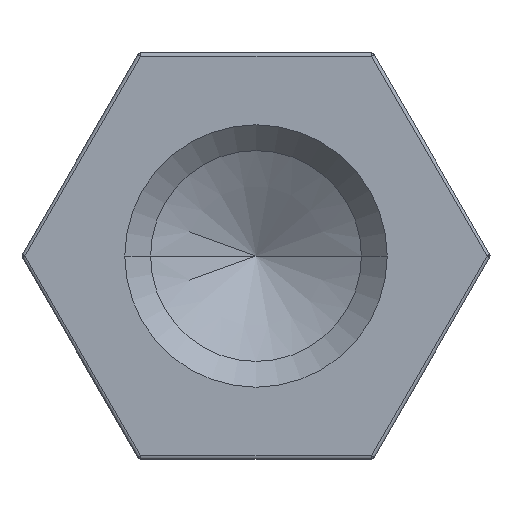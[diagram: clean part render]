
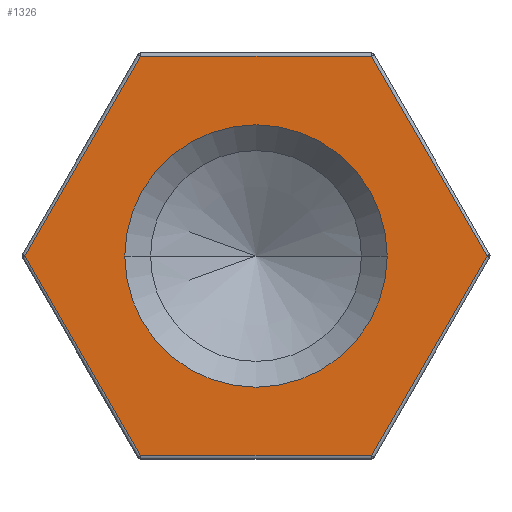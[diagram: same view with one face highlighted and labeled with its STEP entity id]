
A CAD part, left-side view. The second image highlights one B-rep face of the part: STEP entity #1326.
In plain terms, the highlighted planar face has unit normal (-1, 0, 0).
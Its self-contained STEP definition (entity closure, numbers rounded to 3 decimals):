
#37 = ORIENTED_EDGE ( 'NONE', *, *, #917, .T. ) ;
#92 = VERTEX_POINT ( 'NONE', #730 ) ;
#100 = VERTEX_POINT ( 'NONE', #216 ) ;
#137 = VERTEX_POINT ( 'NONE', #805 ) ;
#165 = VECTOR ( 'NONE', #203, 1000. ) ;
#190 = EDGE_CURVE ( 'NONE', #282, #524, #1198, .T. ) ;
#197 = EDGE_CURVE ( 'NONE', #564, #282, #294, .T. ) ;
#200 = CIRCLE ( 'NONE', #1361, 4.2 ) ;
#201 = EDGE_CURVE ( 'NONE', #137, #564, #1366, .T. ) ;
#202 = EDGE_CURVE ( 'NONE', #100, #137, #1344, .T. ) ;
#203 = DIRECTION ( 'NONE',  ( 0., 0.5, 0.866 ) ) ;
#207 = EDGE_CURVE ( 'NONE', #92, #100, #963, .T. ) ;
#210 = EDGE_CURVE ( 'NONE', #524, #92, #1152, .T. ) ;
#216 = CARTESIAN_POINT ( 'NONE',  ( 0., 3.695, 6.4 ) ) ;
#230 = FACE_OUTER_BOUND ( 'NONE', #275, .T. ) ;
#242 = ORIENTED_EDGE ( 'NONE', *, *, #210, .T. ) ;
#249 = CARTESIAN_POINT ( 'NONE',  ( 0., -3.695, -6.4 ) ) ;
#259 = CARTESIAN_POINT ( 'NONE',  ( 0., 3.695, -6.4 ) ) ;
#275 = EDGE_LOOP ( 'NONE', ( #242, #1227, #624, #309, #634, #898 ) ) ;
#282 = VERTEX_POINT ( 'NONE', #249 ) ;
#294 = LINE ( 'NONE', #337, #1173 ) ;
#309 = ORIENTED_EDGE ( 'NONE', *, *, #201, .T. ) ;
#337 = CARTESIAN_POINT ( 'NONE',  ( 0., 0., -6.4 ) ) ;
#371 = ORIENTED_EDGE ( 'NONE', *, *, #1040, .T. ) ;
#375 = VERTEX_POINT ( 'NONE', #1084 ) ;
#412 = PLANE ( 'NONE',  #641 ) ;
#413 = DIRECTION ( 'NONE',  ( 0., -0.5, 0.866 ) ) ;
#445 = DIRECTION ( 'NONE',  ( 0., -0.5, -0.866 ) ) ;
#461 = CARTESIAN_POINT ( 'NONE',  ( 0., -5.543, -3.2 ) ) ;
#506 = DIRECTION ( 'NONE',  ( 0., 1., 0. ) ) ;
#512 = DIRECTION ( 'NONE',  ( 1., 0., 0. ) ) ;
#517 = VERTEX_POINT ( 'NONE', #1393 ) ;
#521 = CARTESIAN_POINT ( 'NONE',  ( 0., 0., 0. ) ) ;
#524 = VERTEX_POINT ( 'NONE', #747 ) ;
#564 = VERTEX_POINT ( 'NONE', #259 ) ;
#592 = CARTESIAN_POINT ( 'NONE',  ( 0., 5.543, -3.2 ) ) ;
#624 = ORIENTED_EDGE ( 'NONE', *, *, #202, .T. ) ;
#634 = ORIENTED_EDGE ( 'NONE', *, *, #197, .T. ) ;
#641 = AXIS2_PLACEMENT_3D ( 'NONE', #1325, #1359, #1221 ) ;
#653 = DIRECTION ( 'NONE',  ( 0., -1., 0. ) ) ;
#668 = EDGE_LOOP ( 'NONE', ( #371, #37 ) ) ;
#690 = VECTOR ( 'NONE', #445, 1000. ) ;
#711 = DIRECTION ( 'NONE',  ( 0., 1., 0. ) ) ;
#713 = DIRECTION ( 'NONE',  ( 1., 0., 0. ) ) ;
#715 = CARTESIAN_POINT ( 'NONE',  ( 0., 0., 0. ) ) ;
#721 = VECTOR ( 'NONE', #413, 1000. ) ;
#730 = CARTESIAN_POINT ( 'NONE',  ( 0., -3.695, 6.4 ) ) ;
#747 = CARTESIAN_POINT ( 'NONE',  ( 0., -7.39, 0. ) ) ;
#805 = CARTESIAN_POINT ( 'NONE',  ( 0., 7.39, 0. ) ) ;
#854 = AXIS2_PLACEMENT_3D ( 'NONE', #521, #512, #506 ) ;
#894 = DIRECTION ( 'NONE',  ( 0., 0.5, -0.866 ) ) ;
#898 = ORIENTED_EDGE ( 'NONE', *, *, #190, .T. ) ;
#908 = CARTESIAN_POINT ( 'NONE',  ( 0., 0., 6.4 ) ) ;
#917 = EDGE_CURVE ( 'NONE', #375, #517, #1316, .T. ) ;
#933 = VECTOR ( 'NONE', #970, 1000. ) ;
#963 = LINE ( 'NONE', #908, #933 ) ;
#970 = DIRECTION ( 'NONE',  ( 0., 1., 0. ) ) ;
#1014 = CARTESIAN_POINT ( 'NONE',  ( 0., -5.543, 3.2 ) ) ;
#1040 = EDGE_CURVE ( 'NONE', #517, #375, #200, .T. ) ;
#1084 = CARTESIAN_POINT ( 'NONE',  ( 0., -4.2, 0. ) ) ;
#1152 = LINE ( 'NONE', #1014, #165 ) ;
#1173 = VECTOR ( 'NONE', #653, 1000. ) ;
#1198 = LINE ( 'NONE', #461, #721 ) ;
#1221 = DIRECTION ( 'NONE',  ( 0., 1., 0. ) ) ;
#1225 = CARTESIAN_POINT ( 'NONE',  ( 0., 5.543, 3.2 ) ) ;
#1227 = ORIENTED_EDGE ( 'NONE', *, *, #207, .T. ) ;
#1316 = CIRCLE ( 'NONE', #854, 4.2 ) ;
#1320 = VECTOR ( 'NONE', #894, 1000. ) ;
#1325 = CARTESIAN_POINT ( 'NONE',  ( 0., 0., 0. ) ) ;
#1326 = ADVANCED_FACE ( 'NONE', ( #230, #1340 ), #412, .F. ) ;
#1340 = FACE_BOUND ( 'NONE', #668, .T. ) ;
#1344 = LINE ( 'NONE', #1225, #1320 ) ;
#1359 = DIRECTION ( 'NONE',  ( 1., 0., 0. ) ) ;
#1361 = AXIS2_PLACEMENT_3D ( 'NONE', #715, #713, #711 ) ;
#1366 = LINE ( 'NONE', #592, #690 ) ;
#1393 = CARTESIAN_POINT ( 'NONE',  ( 0., 4.2, 0. ) ) ;
